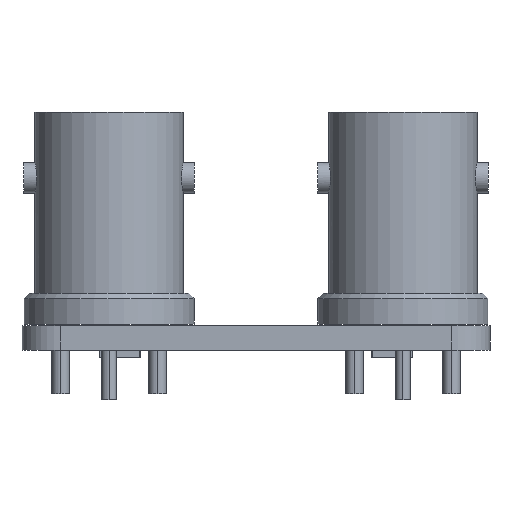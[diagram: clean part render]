
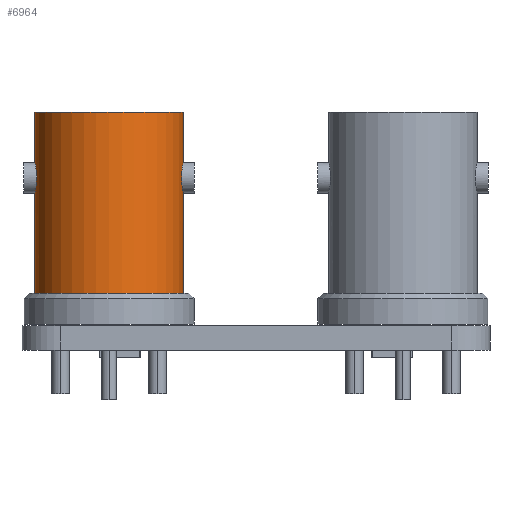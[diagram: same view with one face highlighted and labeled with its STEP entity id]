
A CAD part, front view. The second image highlights one B-rep face of the part: STEP entity #6964.
In plain terms, the highlighted cylindrical face has radius 4.79 mm (diameter 9.58 mm), a partial arc.
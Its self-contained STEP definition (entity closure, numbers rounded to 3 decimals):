
#6922 = EDGE_CURVE('',#6923,#6925,#6927,.T.);
#6923 = VERTEX_POINT('',#6924);
#6924 = CARTESIAN_POINT('',(0.,4.79,0.));
#6925 = VERTEX_POINT('',#6926);
#6926 = CARTESIAN_POINT('',(0.,-4.79,0.));
#6927 = CIRCLE('',#6928,4.79);
#6928 = AXIS2_PLACEMENT_3D('',#6929,#6930,#6931);
#6929 = CARTESIAN_POINT('',(0.,0.,0.));
#6930 = DIRECTION('',(0.,0.,1.));
#6931 = DIRECTION('',(0.,1.,0.));
#6964 = ADVANCED_FACE('',(#6965),#7055,.T.);
#6965 = FACE_BOUND('',#6966,.T.);
#6966 = EDGE_LOOP('',(#6967,#6975,#6976,#6984,#7008,#7016,#7025,#7033));
#6967 = ORIENTED_EDGE('',*,*,#6968,.T.);
#6968 = EDGE_CURVE('',#6969,#6925,#6971,.T.);
#6969 = VERTEX_POINT('',#6970);
#6970 = CARTESIAN_POINT('',(0.,-4.79,-3.249));
#6971 = LINE('',#6972,#6973);
#6972 = CARTESIAN_POINT('',(0.,-4.79,-3.249));
#6973 = VECTOR('',#6974,1.);
#6974 = DIRECTION('',(0.,0.,1.));
#6975 = ORIENTED_EDGE('',*,*,#6922,.F.);
#6976 = ORIENTED_EDGE('',*,*,#6977,.F.);
#6977 = EDGE_CURVE('',#6978,#6923,#6980,.T.);
#6978 = VERTEX_POINT('',#6979);
#6979 = CARTESIAN_POINT('',(0.,4.79,-3.249));
#6980 = LINE('',#6981,#6982);
#6981 = CARTESIAN_POINT('',(0.,4.79,-3.249));
#6982 = VECTOR('',#6983,1.);
#6983 = DIRECTION('',(0.,0.,1.));
#6984 = ORIENTED_EDGE('',*,*,#6985,.F.);
#6985 = EDGE_CURVE('',#6986,#6978,#6988,.T.);
#6986 = VERTEX_POINT('',#6987);
#6987 = CARTESIAN_POINT('',(0.,4.79,-5.23));
#6988 = B_SPLINE_CURVE_WITH_KNOTS('',3,(#6989,#6990,#6991,#6992,#6993,
    #6994,#6995,#6996,#6997,#6998,#6999,#7000,#7001,#7002,#7003,#7004,
    #7005,#7006,#7007),.UNSPECIFIED.,.F.,.F.,(4,1,1,1,1,1,1,1,1,1,1,1,1,
    1,1,1,4),(0.,0.063,0.125,0.188,0.25,0.313,0.375,0.438,
    0.5,0.563,0.625,0.688,0.75,0.813,0.875,0.938,1.),
  .QUASI_UNIFORM_KNOTS.);
#6989 = CARTESIAN_POINT('',(0.,4.79,-5.23));
#6990 = CARTESIAN_POINT('',(-0.066,4.79,-5.23));
#6991 = CARTESIAN_POINT('',(-0.195,4.787,
    -5.217));
#6992 = CARTESIAN_POINT('',(-0.383,4.776,
    -5.16));
#6993 = CARTESIAN_POINT('',(-0.555,4.759,
    -5.067));
#6994 = CARTESIAN_POINT('',(-0.706,4.738,
    -4.943));
#6995 = CARTESIAN_POINT('',(-0.83,4.718,
    -4.792));
#6996 = CARTESIAN_POINT('',(-0.922,4.701,
    -4.619));
#6997 = CARTESIAN_POINT('',(-0.978,4.689,
    -4.431));
#6998 = CARTESIAN_POINT('',(-0.997,4.685,-4.235)
  );
#6999 = CARTESIAN_POINT('',(-0.977,4.689,
    -4.039));
#7000 = CARTESIAN_POINT('',(-0.918,4.701,-3.851)
  );
#7001 = CARTESIAN_POINT('',(-0.825,4.719,
    -3.681));
#7002 = CARTESIAN_POINT('',(-0.702,4.739,
    -3.531));
#7003 = CARTESIAN_POINT('',(-0.551,4.759,
    -3.409));
#7004 = CARTESIAN_POINT('',(-0.38,4.776,
    -3.318));
#7005 = CARTESIAN_POINT('',(-0.193,4.787,
    -3.262));
#7006 = CARTESIAN_POINT('',(-0.065,4.79,-3.249));
#7007 = CARTESIAN_POINT('',(0.,4.79,-3.249));
#7008 = ORIENTED_EDGE('',*,*,#7009,.F.);
#7009 = EDGE_CURVE('',#7010,#6986,#7012,.T.);
#7010 = VERTEX_POINT('',#7011);
#7011 = CARTESIAN_POINT('',(0.,4.79,-11.7));
#7012 = LINE('',#7013,#7014);
#7013 = CARTESIAN_POINT('',(0.,4.79,-11.7));
#7014 = VECTOR('',#7015,1.);
#7015 = DIRECTION('',(0.,0.,1.));
#7016 = ORIENTED_EDGE('',*,*,#7017,.T.);
#7017 = EDGE_CURVE('',#7010,#7018,#7020,.T.);
#7018 = VERTEX_POINT('',#7019);
#7019 = CARTESIAN_POINT('',(0.,-4.79,-11.7));
#7020 = CIRCLE('',#7021,4.79);
#7021 = AXIS2_PLACEMENT_3D('',#7022,#7023,#7024);
#7022 = CARTESIAN_POINT('',(0.,0.,-11.7));
#7023 = DIRECTION('',(0.,0.,1.));
#7024 = DIRECTION('',(0.,1.,0.));
#7025 = ORIENTED_EDGE('',*,*,#7026,.T.);
#7026 = EDGE_CURVE('',#7018,#7027,#7029,.T.);
#7027 = VERTEX_POINT('',#7028);
#7028 = CARTESIAN_POINT('',(0.,-4.79,-5.23));
#7029 = LINE('',#7030,#7031);
#7030 = CARTESIAN_POINT('',(0.,-4.79,-11.7));
#7031 = VECTOR('',#7032,1.);
#7032 = DIRECTION('',(0.,0.,1.));
#7033 = ORIENTED_EDGE('',*,*,#7034,.F.);
#7034 = EDGE_CURVE('',#6969,#7027,#7035,.T.);
#7035 = B_SPLINE_CURVE_WITH_KNOTS('',3,(#7036,#7037,#7038,#7039,#7040,
    #7041,#7042,#7043,#7044,#7045,#7046,#7047,#7048,#7049,#7050,#7051,
    #7052,#7053,#7054),.UNSPECIFIED.,.F.,.F.,(4,1,1,1,1,1,1,1,1,1,1,1,1,
    1,1,1,4),(0.,0.063,0.125,0.188,0.25,0.313,0.375,0.438,
    0.5,0.563,0.625,0.688,0.75,0.813,0.875,0.938,1.),
  .QUASI_UNIFORM_KNOTS.);
#7036 = CARTESIAN_POINT('',(0.,-4.79,-3.249));
#7037 = CARTESIAN_POINT('',(-0.065,-4.79,-3.249));
#7038 = CARTESIAN_POINT('',(-0.193,-4.787,
    -3.262));
#7039 = CARTESIAN_POINT('',(-0.38,-4.776,
    -3.318));
#7040 = CARTESIAN_POINT('',(-0.551,-4.759,
    -3.409));
#7041 = CARTESIAN_POINT('',(-0.701,-4.739,
    -3.531));
#7042 = CARTESIAN_POINT('',(-0.825,-4.719,
    -3.68));
#7043 = CARTESIAN_POINT('',(-0.918,-4.701,
    -3.85));
#7044 = CARTESIAN_POINT('',(-0.976,-4.689,
    -4.038));
#7045 = CARTESIAN_POINT('',(-0.997,-4.685,
    -4.234));
#7046 = CARTESIAN_POINT('',(-0.979,-4.689,
    -4.43));
#7047 = CARTESIAN_POINT('',(-0.922,-4.701,
    -4.618));
#7048 = CARTESIAN_POINT('',(-0.83,-4.718,
    -4.791));
#7049 = CARTESIAN_POINT('',(-0.707,-4.738,
    -4.943));
#7050 = CARTESIAN_POINT('',(-0.556,-4.759,
    -5.067));
#7051 = CARTESIAN_POINT('',(-0.383,-4.776,
    -5.16));
#7052 = CARTESIAN_POINT('',(-0.195,-4.787,
    -5.217));
#7053 = CARTESIAN_POINT('',(-0.066,-4.79,-5.23));
#7054 = CARTESIAN_POINT('',(0.,-4.79,-5.23));
#7055 = CYLINDRICAL_SURFACE('',#7056,4.79);
#7056 = AXIS2_PLACEMENT_3D('',#7057,#7058,#7059);
#7057 = CARTESIAN_POINT('',(0.,0.,-14.385));
#7058 = DIRECTION('',(0.,0.,1.));
#7059 = DIRECTION('',(0.,1.,0.));
